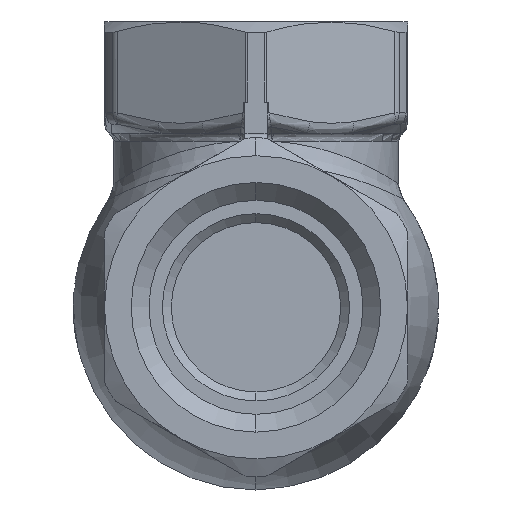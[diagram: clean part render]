
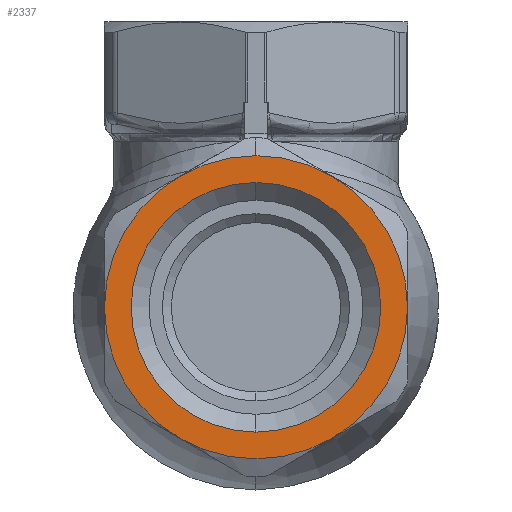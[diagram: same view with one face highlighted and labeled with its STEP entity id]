
A CAD part, front view. The second image highlights one B-rep face of the part: STEP entity #2337.
In plain terms, the highlighted planar face has unit normal (0, -1, 0).
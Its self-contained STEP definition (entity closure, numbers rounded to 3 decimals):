
#388 = ORIENTED_EDGE ( 'NONE', *, *, #10812, .F. ) ;
#405 = EDGE_LOOP ( 'NONE', ( #1602, #1915 ) ) ;
#770 = DIRECTION ( 'NONE',  ( 0., 0., 1. ) ) ;
#771 = DIRECTION ( 'NONE',  ( 0., 1., 0. ) ) ;
#780 = AXIS2_PLACEMENT_3D ( 'NONE', #782, #771, #770 ) ;
#782 = CARTESIAN_POINT ( 'NONE',  ( 0., 0., 0. ) ) ;
#783 = CIRCLE ( 'NONE', #780, 17. ) ;
#812 = CIRCLE ( 'NONE', #840, 17. ) ;
#826 = AXIS2_PLACEMENT_3D ( 'NONE', #875, #872, #871 ) ;
#829 = CIRCLE ( 'NONE', #826, 17. ) ;
#830 = DIRECTION ( 'NONE',  ( 0., 0., 1. ) ) ;
#832 = DIRECTION ( 'NONE',  ( 0., 1., 0. ) ) ;
#833 = CARTESIAN_POINT ( 'NONE',  ( 0., 0., 0. ) ) ;
#840 = AXIS2_PLACEMENT_3D ( 'NONE', #833, #832, #830 ) ;
#856 = ORIENTED_EDGE ( 'NONE', *, *, #10929, .F. ) ;
#871 = DIRECTION ( 'NONE',  ( 0., 0., 1. ) ) ;
#872 = DIRECTION ( 'NONE',  ( 0., 1., 0. ) ) ;
#875 = CARTESIAN_POINT ( 'NONE',  ( 0., 0., 0. ) ) ;
#891 = CARTESIAN_POINT ( 'NONE',  ( 0., 0., 0. ) ) ;
#895 = CIRCLE ( 'NONE', #929, 17. ) ;
#920 = DIRECTION ( 'NONE',  ( 0., 0., 1. ) ) ;
#921 = DIRECTION ( 'NONE',  ( 0., 1., 0. ) ) ;
#929 = AXIS2_PLACEMENT_3D ( 'NONE', #891, #921, #920 ) ;
#937 = CARTESIAN_POINT ( 'NONE',  ( 0., 0., 0. ) ) ;
#953 = CIRCLE ( 'NONE', #959, 17. ) ;
#959 = AXIS2_PLACEMENT_3D ( 'NONE', #937, #996, #995 ) ;
#995 = DIRECTION ( 'NONE',  ( 0., 0., 1. ) ) ;
#996 = DIRECTION ( 'NONE',  ( 0., 1., 0. ) ) ;
#1061 = CIRCLE ( 'NONE', #1108, 17. ) ;
#1103 = DIRECTION ( 'NONE',  ( 0., 0., 1. ) ) ;
#1104 = DIRECTION ( 'NONE',  ( 0., 1., 0. ) ) ;
#1105 = CARTESIAN_POINT ( 'NONE',  ( 0., 0., 0. ) ) ;
#1108 = AXIS2_PLACEMENT_3D ( 'NONE', #1105, #1104, #1103 ) ;
#1496 = ORIENTED_EDGE ( 'NONE', *, *, #10801, .F. ) ;
#1602 = ORIENTED_EDGE ( 'NONE', *, *, #9257, .T. ) ;
#1915 = ORIENTED_EDGE ( 'NONE', *, *, #2412, .T. ) ;
#2337 = ADVANCED_FACE ( 'NONE', ( #13203, #13213 ), #13209, .F. ) ;
#2359 = EDGE_LOOP ( 'NONE', ( #2977, #388, #2953, #3119, #1496, #856, #2985 ) ) ;
#2412 = EDGE_CURVE ( 'NONE', #9254, #9243, #13192, .T. ) ;
#2572 = CARTESIAN_POINT ( 'NONE',  ( -8.5, 0., -14.722 ) ) ;
#2573 = CARTESIAN_POINT ( 'NONE',  ( 17., 0., 0. ) ) ;
#2882 = CARTESIAN_POINT ( 'NONE',  ( -17., 0., 0. ) ) ;
#2953 = ORIENTED_EDGE ( 'NONE', *, *, #12226, .F. ) ;
#2977 = ORIENTED_EDGE ( 'NONE', *, *, #10838, .F. ) ;
#2985 = ORIENTED_EDGE ( 'NONE', *, *, #10865, .F. ) ;
#3119 = ORIENTED_EDGE ( 'NONE', *, *, #10768, .F. ) ;
#4534 = VERTEX_POINT ( 'NONE', #13619 ) ;
#4573 = DIRECTION ( 'NONE',  ( 0., 1., 0. ) ) ;
#4574 = CARTESIAN_POINT ( 'NONE',  ( 0., 0., 0. ) ) ;
#4575 = AXIS2_PLACEMENT_3D ( 'NONE', #4574, #4573, #4630 ) ;
#4596 = CIRCLE ( 'NONE', #4575, 17. ) ;
#4630 = DIRECTION ( 'NONE',  ( 0., 0., 1. ) ) ;
#4649 = CARTESIAN_POINT ( 'NONE',  ( -8.5, 0., 14.722 ) ) ;
#4692 = CARTESIAN_POINT ( 'NONE',  ( 0., 0., 17. ) ) ;
#9243 = VERTEX_POINT ( 'NONE', #20244 ) ;
#9254 = VERTEX_POINT ( 'NONE', #20299 ) ;
#9257 = EDGE_CURVE ( 'NONE', #9243, #9254, #20287, .T. ) ;
#10462 = VERTEX_POINT ( 'NONE', #23535 ) ;
#10768 = EDGE_CURVE ( 'NONE', #11456, #12248, #783, .T. ) ;
#10801 = EDGE_CURVE ( 'NONE', #11338, #11456, #812, .T. ) ;
#10812 = EDGE_CURVE ( 'NONE', #12250, #10462, #829, .T. ) ;
#10838 = EDGE_CURVE ( 'NONE', #10462, #11347, #895, .T. ) ;
#10865 = EDGE_CURVE ( 'NONE', #11347, #4534, #953, .T. ) ;
#10929 = EDGE_CURVE ( 'NONE', #4534, #11338, #1061, .T. ) ;
#11338 = VERTEX_POINT ( 'NONE', #2572 ) ;
#11347 = VERTEX_POINT ( 'NONE', #2573 ) ;
#11456 = VERTEX_POINT ( 'NONE', #2882 ) ;
#12226 = EDGE_CURVE ( 'NONE', #12248, #12250, #4596, .T. ) ;
#12248 = VERTEX_POINT ( 'NONE', #4649 ) ;
#12250 = VERTEX_POINT ( 'NONE', #4692 ) ;
#13192 = CIRCLE ( 'NONE', #13244, 14. ) ;
#13196 = DIRECTION ( 'NONE',  ( 0., 0., 1. ) ) ;
#13197 = DIRECTION ( 'NONE',  ( 0., 1., 0. ) ) ;
#13198 = CARTESIAN_POINT ( 'NONE',  ( 21.5, 0., 0. ) ) ;
#13203 = FACE_BOUND ( 'NONE', #405, .T. ) ;
#13209 = PLANE ( 'NONE',  #13211 ) ;
#13211 = AXIS2_PLACEMENT_3D ( 'NONE', #13198, #13197, #13196 ) ;
#13213 = FACE_OUTER_BOUND ( 'NONE', #2359, .T. ) ;
#13241 = DIRECTION ( 'NONE',  ( 0., 0., 1. ) ) ;
#13242 = DIRECTION ( 'NONE',  ( 0., 1., 0. ) ) ;
#13243 = CARTESIAN_POINT ( 'NONE',  ( 0., 0., 0. ) ) ;
#13244 = AXIS2_PLACEMENT_3D ( 'NONE', #13243, #13242, #13241 ) ;
#13619 = CARTESIAN_POINT ( 'NONE',  ( 8.5, 0., -14.722 ) ) ;
#20244 = CARTESIAN_POINT ( 'NONE',  ( 0., 0., -14. ) ) ;
#20284 = DIRECTION ( 'NONE',  ( 0., 0., 1. ) ) ;
#20285 = DIRECTION ( 'NONE',  ( 0., 1., 0. ) ) ;
#20286 = AXIS2_PLACEMENT_3D ( 'NONE', #20295, #20285, #20284 ) ;
#20287 = CIRCLE ( 'NONE', #20286, 14. ) ;
#20295 = CARTESIAN_POINT ( 'NONE',  ( 0., 0., 0. ) ) ;
#20299 = CARTESIAN_POINT ( 'NONE',  ( 0., 0., 14. ) ) ;
#23535 = CARTESIAN_POINT ( 'NONE',  ( 8.5, 0., 14.722 ) ) ;
